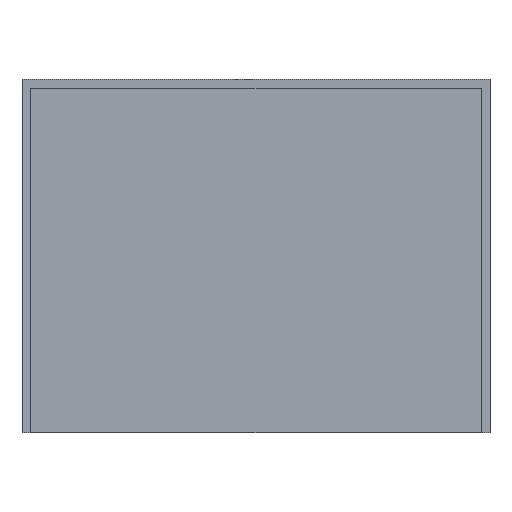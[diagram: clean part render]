
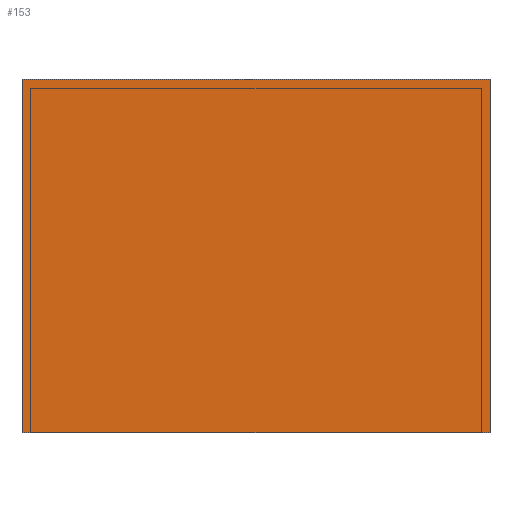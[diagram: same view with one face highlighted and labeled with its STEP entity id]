
A CAD part, front view. The second image highlights one B-rep face of the part: STEP entity #153.
In plain terms, the highlighted planar face has unit normal (0, -1, 0).
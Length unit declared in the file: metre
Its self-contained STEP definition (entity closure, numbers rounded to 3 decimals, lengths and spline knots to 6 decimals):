
#18 = PLANE ( 'NONE',  #320 ) ;
#20 = CARTESIAN_POINT ( 'NONE',  ( -1.325, -15.35, -3.25 ) ) ;
#22 = LINE ( 'NONE', #20, #25 ) ;
#24 = ORIENTED_EDGE ( 'NONE', *, *, #66, .T. ) ;
#25 = VECTOR ( 'NONE', #226, 1. ) ;
#27 = VERTEX_POINT ( 'NONE', #318 ) ;
#28 = VECTOR ( 'NONE', #158, 1. ) ;
#38 = DIRECTION ( 'NONE',  ( 0., 0., 1. ) ) ;
#39 = DIRECTION ( 'NONE',  ( 0., 0., 1. ) ) ;
#61 = DIRECTION ( 'NONE',  ( 0., 0., -1. ) ) ;
#66 = EDGE_CURVE ( 'NONE', #115, #282, #323, .T. ) ;
#81 = LINE ( 'NONE', #187, #28 ) ;
#90 = LINE ( 'NONE', #271, #304 ) ;
#98 = ORIENTED_EDGE ( 'NONE', *, *, #164, .F. ) ;
#115 = VERTEX_POINT ( 'NONE', #121 ) ;
#118 = EDGE_CURVE ( 'NONE', #262, #115, #22, .T. ) ;
#121 = CARTESIAN_POINT ( 'NONE',  ( 1.325, -15.35, -3.25 ) ) ;
#130 = VECTOR ( 'NONE', #38, 1. ) ;
#153 = ADVANCED_FACE ( 'NONE', ( #297 ), #18, .T. ) ;
#158 = DIRECTION ( 'NONE',  ( 1., 0., 0. ) ) ;
#164 = EDGE_CURVE ( 'NONE', #262, #27, #90, .T. ) ;
#187 = CARTESIAN_POINT ( 'NONE',  ( -1.325, -15.35, -1.25 ) ) ;
#200 = CARTESIAN_POINT ( 'NONE',  ( 1.325, -15.35, -3.25 ) ) ;
#206 = EDGE_LOOP ( 'NONE', ( #256, #98, #311, #24 ) ) ;
#211 = CARTESIAN_POINT ( 'NONE',  ( -1.325, -15.35, -3.25 ) ) ;
#222 = DIRECTION ( 'NONE',  ( 0., -1., 0. ) ) ;
#226 = DIRECTION ( 'NONE',  ( 1., 0., 0. ) ) ;
#256 = ORIENTED_EDGE ( 'NONE', *, *, #325, .F. ) ;
#262 = VERTEX_POINT ( 'NONE', #211 ) ;
#267 = CARTESIAN_POINT ( 'NONE',  ( 1.325, -15.35, -1.25 ) ) ;
#271 = CARTESIAN_POINT ( 'NONE',  ( -1.325, -15.35, -3.25 ) ) ;
#282 = VERTEX_POINT ( 'NONE', #267 ) ;
#297 = FACE_OUTER_BOUND ( 'NONE', #206, .T. ) ;
#298 = CARTESIAN_POINT ( 'NONE',  ( -1.325, -15.35, -3.25 ) ) ;
#304 = VECTOR ( 'NONE', #39, 1. ) ;
#311 = ORIENTED_EDGE ( 'NONE', *, *, #118, .T. ) ;
#318 = CARTESIAN_POINT ( 'NONE',  ( -1.325, -15.35, -1.25 ) ) ;
#320 = AXIS2_PLACEMENT_3D ( 'NONE', #298, #222, #61 ) ;
#323 = LINE ( 'NONE', #200, #130 ) ;
#325 = EDGE_CURVE ( 'NONE', #27, #282, #81, .T. ) ;
